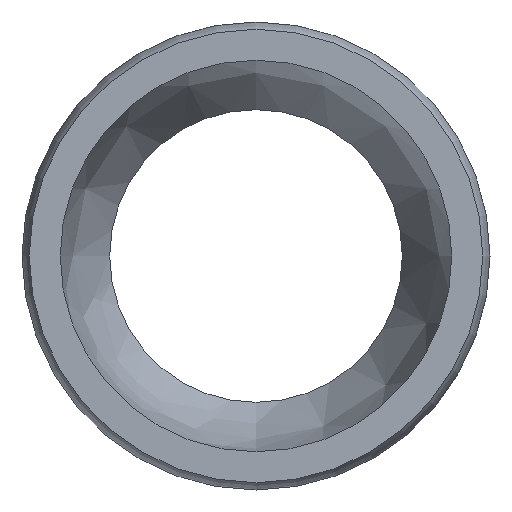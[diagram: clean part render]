
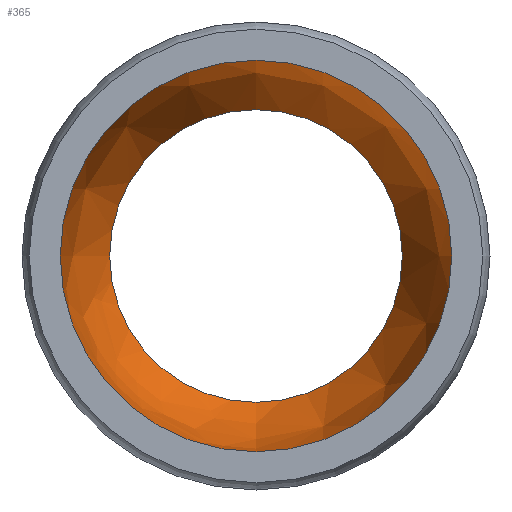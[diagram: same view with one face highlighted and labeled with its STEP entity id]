
A CAD part, left-side view. The second image highlights one B-rep face of the part: STEP entity #365.
In plain terms, the highlighted free-form (B-spline) face has degree [2, 2] with [3, 9] control points.
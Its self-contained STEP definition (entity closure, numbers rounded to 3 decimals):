
#18=(
BOUNDED_SURFACE()
B_SPLINE_SURFACE(2,2,((#646,#647,#648,#649,#650,#651,#652,#653,#654),(#655,
#656,#657,#658,#659,#660,#661,#662,#663),(#664,#665,#666,#667,#668,#669,
#670,#671,#672)),.UNSPECIFIED.,.F.,.T.,.F.)
B_SPLINE_SURFACE_WITH_KNOTS((3,3),(3,2,2,2,3),(-0.574,0.),(-3.142,
-1.571,0.,1.571,3.142),.UNSPECIFIED.)
GEOMETRIC_REPRESENTATION_ITEM()
RATIONAL_B_SPLINE_SURFACE(((1.,0.707,1.,0.707,1.,
0.707,1.,0.707,1.),(0.959,0.678,
0.959,0.678,0.959,0.678,
0.959,0.678,0.959),(1.,0.707,
1.,0.707,1.,0.707,1.,0.707,1.)))
REPRESENTATION_ITEM('')
SURFACE()
);
#50=FACE_OUTER_BOUND('',#67,.T.);
#67=EDGE_LOOP('',(#263,#264,#265,#266,#267,#268,#269));
#98=CIRCLE('',#419,9.5);
#99=CIRCLE('',#420,15.);
#100=CIRCLE('',#421,7.1);
#101=CIRCLE('',#422,7.1);
#102=CIRCLE('',#423,7.1);
#103=CIRCLE('',#424,9.5);
#147=VERTEX_POINT('',#673);
#148=VERTEX_POINT('',#674);
#149=VERTEX_POINT('',#676);
#150=VERTEX_POINT('',#678);
#151=VERTEX_POINT('',#680);
#195=EDGE_CURVE('',#147,#148,#98,.T.);
#196=EDGE_CURVE('',#148,#149,#99,.T.);
#197=EDGE_CURVE('',#150,#149,#100,.T.);
#198=EDGE_CURVE('',#151,#150,#101,.T.);
#199=EDGE_CURVE('',#149,#151,#102,.T.);
#200=EDGE_CURVE('',#148,#147,#103,.T.);
#263=ORIENTED_EDGE('',*,*,#195,.T.);
#264=ORIENTED_EDGE('',*,*,#196,.T.);
#265=ORIENTED_EDGE('',*,*,#197,.F.);
#266=ORIENTED_EDGE('',*,*,#198,.F.);
#267=ORIENTED_EDGE('',*,*,#199,.F.);
#268=ORIENTED_EDGE('',*,*,#196,.F.);
#269=ORIENTED_EDGE('',*,*,#200,.T.);
#365=ADVANCED_FACE('',(#50),#18,.T.);
#419=AXIS2_PLACEMENT_3D('',#675,#510,#511);
#420=AXIS2_PLACEMENT_3D('',#677,#512,#513);
#421=AXIS2_PLACEMENT_3D('',#679,#514,#515);
#422=AXIS2_PLACEMENT_3D('',#681,#516,#517);
#423=AXIS2_PLACEMENT_3D('',#682,#518,#519);
#424=AXIS2_PLACEMENT_3D('',#683,#520,#521);
#510=DIRECTION('center_axis',(-1.,0.,0.));
#511=DIRECTION('ref_axis',(0.,0.,1.));
#512=DIRECTION('center_axis',(0.,-1.,0.));
#513=DIRECTION('ref_axis',(0.,0.,-1.));
#514=DIRECTION('center_axis',(-1.,0.,0.));
#515=DIRECTION('ref_axis',(0.,1.,0.));
#516=DIRECTION('center_axis',(-1.,0.,0.));
#517=DIRECTION('ref_axis',(0.,1.,0.));
#518=DIRECTION('center_axis',(-1.,0.,0.));
#519=DIRECTION('ref_axis',(0.,1.,0.));
#520=DIRECTION('center_axis',(-1.,0.,0.));
#521=DIRECTION('ref_axis',(0.,0.,1.));
#646=CARTESIAN_POINT('Ctrl Pts',(-26.361,0.,-7.1));
#647=CARTESIAN_POINT('Ctrl Pts',(-26.361,-7.1,-7.1));
#648=CARTESIAN_POINT('Ctrl Pts',(-26.361,-7.1,0.));
#649=CARTESIAN_POINT('Ctrl Pts',(-26.361,-7.1,7.1));
#650=CARTESIAN_POINT('Ctrl Pts',(-26.361,0.,7.1));
#651=CARTESIAN_POINT('Ctrl Pts',(-26.361,7.1,7.1));
#652=CARTESIAN_POINT('Ctrl Pts',(-26.361,7.1,0.));
#653=CARTESIAN_POINT('Ctrl Pts',(-26.361,7.1,-7.1));
#654=CARTESIAN_POINT('Ctrl Pts',(-26.361,0.,-7.1));
#655=CARTESIAN_POINT('Ctrl Pts',(-30.077,0.,-9.5));
#656=CARTESIAN_POINT('Ctrl Pts',(-30.077,-9.5,-9.5));
#657=CARTESIAN_POINT('Ctrl Pts',(-30.077,-9.5,0.));
#658=CARTESIAN_POINT('Ctrl Pts',(-30.077,-9.5,9.5));
#659=CARTESIAN_POINT('Ctrl Pts',(-30.077,0.,9.5));
#660=CARTESIAN_POINT('Ctrl Pts',(-30.077,9.5,9.5));
#661=CARTESIAN_POINT('Ctrl Pts',(-30.077,9.5,0.));
#662=CARTESIAN_POINT('Ctrl Pts',(-30.077,9.5,-9.5));
#663=CARTESIAN_POINT('Ctrl Pts',(-30.077,0.,-9.5));
#664=CARTESIAN_POINT('Ctrl Pts',(-34.5,0.,-9.5));
#665=CARTESIAN_POINT('Ctrl Pts',(-34.5,-9.5,-9.5));
#666=CARTESIAN_POINT('Ctrl Pts',(-34.5,-9.5,0.));
#667=CARTESIAN_POINT('Ctrl Pts',(-34.5,-9.5,9.5));
#668=CARTESIAN_POINT('Ctrl Pts',(-34.5,0.,9.5));
#669=CARTESIAN_POINT('Ctrl Pts',(-34.5,9.5,9.5));
#670=CARTESIAN_POINT('Ctrl Pts',(-34.5,9.5,0.));
#671=CARTESIAN_POINT('Ctrl Pts',(-34.5,9.5,-9.5));
#672=CARTESIAN_POINT('Ctrl Pts',(-34.5,0.,-9.5));
#673=CARTESIAN_POINT('',(-34.5,0.,9.5));
#674=CARTESIAN_POINT('',(-34.5,0.,-9.5));
#675=CARTESIAN_POINT('Origin',(-34.5,0.,0.));
#676=CARTESIAN_POINT('',(-26.361,0.,-7.1));
#677=CARTESIAN_POINT('Origin',(-34.5,0.,5.5));
#678=CARTESIAN_POINT('',(-26.361,0.,7.1));
#679=CARTESIAN_POINT('Origin',(-26.361,0.,0.));
#680=CARTESIAN_POINT('',(-26.361,-7.1,0.));
#681=CARTESIAN_POINT('Origin',(-26.361,0.,0.));
#682=CARTESIAN_POINT('Origin',(-26.361,0.,0.));
#683=CARTESIAN_POINT('Origin',(-34.5,0.,0.));
